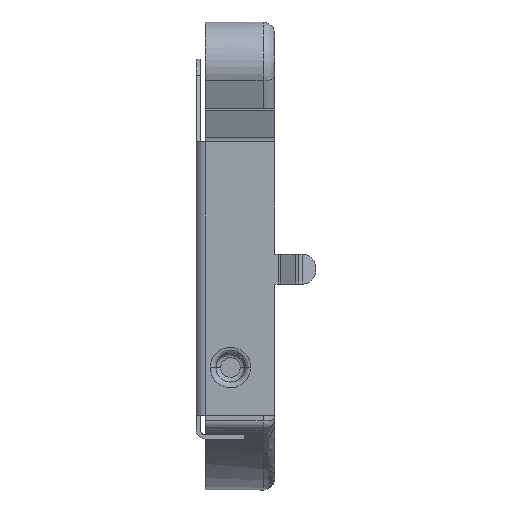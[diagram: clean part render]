
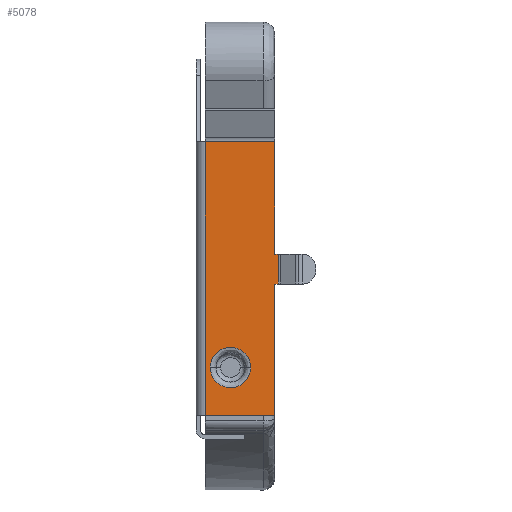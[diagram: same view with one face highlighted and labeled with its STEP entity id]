
A CAD part, left-side view. The second image highlights one B-rep face of the part: STEP entity #5078.
In plain terms, the highlighted planar face has unit normal (-1, 0, 0).
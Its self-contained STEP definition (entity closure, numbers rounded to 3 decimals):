
#85 = VECTOR ( 'NONE', #7973, 1000. ) ;
#195 = FACE_OUTER_BOUND ( 'NONE', #3650, .T. ) ;
#206 = VECTOR ( 'NONE', #5305, 1000. ) ;
#212 = LINE ( 'NONE', #1166, #2401 ) ;
#353 = CARTESIAN_POINT ( 'NONE',  ( -11.935, 1.27, -5.105 ) ) ;
#428 = CARTESIAN_POINT ( 'NONE',  ( -11.935, -0.2, -2.82 ) ) ;
#434 = AXIS2_PLACEMENT_3D ( 'NONE', #7489, #6704, #2578 ) ;
#470 = LINE ( 'NONE', #4546, #206 ) ;
#520 = EDGE_LOOP ( 'NONE', ( #9622, #8263 ) ) ;
#533 = CARTESIAN_POINT ( 'NONE',  ( -11.935, 3.41, -7.245 ) ) ;
#709 = CARTESIAN_POINT ( 'NONE',  ( -11.935, 3.68, -9.785 ) ) ;
#792 = VECTOR ( 'NONE', #7116, 1000. ) ;
#1093 = DIRECTION ( 'NONE',  ( 0., 0., 1. ) ) ;
#1166 = CARTESIAN_POINT ( 'NONE',  ( -11.935, 3.68, -9.785 ) ) ;
#1182 = CARTESIAN_POINT ( 'NONE',  ( -11.935, 0., 4.735 ) ) ;
#1192 = ORIENTED_EDGE ( 'NONE', *, *, #1551, .F. ) ;
#1551 = EDGE_CURVE ( 'NONE', #7898, #9485, #4450, .T. ) ;
#1656 = VECTOR ( 'NONE', #9783, 1000. ) ;
#1712 =( BOUNDED_CURVE ( )  B_SPLINE_CURVE ( 3, ( #5275, #353, #3479, #2687 ),
 .UNSPECIFIED., .F., .T. ) 
 B_SPLINE_CURVE_WITH_KNOTS ( ( 4, 4 ),
 ( 0., 1. ),
 .UNSPECIFIED. ) 
 CURVE ( )  GEOMETRIC_REPRESENTATION_ITEM ( )  RATIONAL_B_SPLINE_CURVE ( ( 1., 0.333, 0.333, 1. ) ) 
 REPRESENTATION_ITEM ( '' )  );
#1779 = LINE ( 'NONE', #6380, #2939 ) ;
#1820 = EDGE_CURVE ( 'NONE', #3016, #8163, #7673, .T. ) ;
#2165 = CARTESIAN_POINT ( 'NONE',  ( -11.935, 0., 0. ) ) ;
#2357 = VERTEX_POINT ( 'NONE', #709 ) ;
#2401 = VECTOR ( 'NONE', #1093, 1000. ) ;
#2543 = EDGE_CURVE ( 'NONE', #2357, #7898, #212, .T. ) ;
#2578 = DIRECTION ( 'NONE',  ( 0., 1., 0. ) ) ;
#2687 = CARTESIAN_POINT ( 'NONE',  ( -11.935, 3.41, -7.245 ) ) ;
#2845 = LINE ( 'NONE', #6337, #792 ) ;
#2939 = VECTOR ( 'NONE', #5605, 1000. ) ;
#2960 = CARTESIAN_POINT ( 'NONE',  ( -11.935, 0., -1.25 ) ) ;
#3016 = VERTEX_POINT ( 'NONE', #10318 ) ;
#3067 = ORIENTED_EDGE ( 'NONE', *, *, #9655, .F. ) ;
#3081 = CARTESIAN_POINT ( 'NONE',  ( -11.935, 0., -9.785 ) ) ;
#3367 = VERTEX_POINT ( 'NONE', #5577 ) ;
#3479 = CARTESIAN_POINT ( 'NONE',  ( -11.935, 3.41, -5.105 ) ) ;
#3650 = EDGE_LOOP ( 'NONE', ( #8066, #6844, #8857, #7480, #5556, #1192, #9314, #3067, #3976 ) ) ;
#3729 = VERTEX_POINT ( 'NONE', #4951 ) ;
#3751 = CARTESIAN_POINT ( 'NONE',  ( -11.935, 3.41, -9.385 ) ) ;
#3869 = EDGE_CURVE ( 'NONE', #9485, #10552, #470, .T. ) ;
#3976 = ORIENTED_EDGE ( 'NONE', *, *, #4091, .F. ) ;
#4059 = CARTESIAN_POINT ( 'NONE',  ( -11.935, -0.2, 0. ) ) ;
#4091 = EDGE_CURVE ( 'NONE', #10354, #3729, #4709, .T. ) ;
#4095 = CARTESIAN_POINT ( 'NONE',  ( -11.935, 0., -2.82 ) ) ;
#4446 = EDGE_CURVE ( 'NONE', #10576, #3367, #1712, .T. ) ;
#4450 = LINE ( 'NONE', #6961, #7005 ) ;
#4459 = DIRECTION ( 'NONE',  ( 0., 0., 1. ) ) ;
#4546 = CARTESIAN_POINT ( 'NONE',  ( -11.935, 0., 4.735 ) ) ;
#4709 = LINE ( 'NONE', #2165, #85 ) ;
#4951 = CARTESIAN_POINT ( 'NONE',  ( -11.935, 0., -9.785 ) ) ;
#5078 = ADVANCED_FACE ( 'NONE', ( #195, #6491 ), #9228, .F. ) ;
#5275 = CARTESIAN_POINT ( 'NONE',  ( -11.935, 1.27, -7.245 ) ) ;
#5305 = DIRECTION ( 'NONE',  ( 0., -1., 0. ) ) ;
#5354 = CARTESIAN_POINT ( 'NONE',  ( -11.935, 1.27, -7.245 ) ) ;
#5365 = VECTOR ( 'NONE', #9465, 1000. ) ;
#5476 = EDGE_CURVE ( 'NONE', #8163, #10354, #1779, .T. ) ;
#5556 = ORIENTED_EDGE ( 'NONE', *, *, #3869, .F. ) ;
#5577 = CARTESIAN_POINT ( 'NONE',  ( -11.935, 3.41, -7.245 ) ) ;
#5605 = DIRECTION ( 'NONE',  ( 0., 1., 0. ) ) ;
#5751 = LINE ( 'NONE', #9613, #5365 ) ;
#6337 = CARTESIAN_POINT ( 'NONE',  ( -11.935, 0., 0. ) ) ;
#6380 = CARTESIAN_POINT ( 'NONE',  ( -11.935, 0., -2.82 ) ) ;
#6491 = FACE_BOUND ( 'NONE', #520, .T. ) ;
#6704 = DIRECTION ( 'NONE',  ( 1., 0., 0. ) ) ;
#6844 = ORIENTED_EDGE ( 'NONE', *, *, #1820, .F. ) ;
#6961 = CARTESIAN_POINT ( 'NONE',  ( -11.935, 3.68, 0. ) ) ;
#7005 = VECTOR ( 'NONE', #4459, 1000. ) ;
#7116 = DIRECTION ( 'NONE',  ( 0., 0., -1. ) ) ;
#7128 = EDGE_CURVE ( 'NONE', #10552, #9138, #2845, .T. ) ;
#7480 = ORIENTED_EDGE ( 'NONE', *, *, #7128, .F. ) ;
#7489 = CARTESIAN_POINT ( 'NONE',  ( -11.935, 0., 0. ) ) ;
#7673 = LINE ( 'NONE', #4059, #1656 ) ;
#7898 = VERTEX_POINT ( 'NONE', #10243 ) ;
#7973 = DIRECTION ( 'NONE',  ( 0., 0., -1. ) ) ;
#8066 = ORIENTED_EDGE ( 'NONE', *, *, #5476, .F. ) ;
#8163 = VERTEX_POINT ( 'NONE', #428 ) ;
#8263 = ORIENTED_EDGE ( 'NONE', *, *, #4446, .F. ) ;
#8547 =( BOUNDED_CURVE ( )  B_SPLINE_CURVE ( 3, ( #533, #3751, #9476, #10431 ),
 .UNSPECIFIED., .F., .F. ) 
 B_SPLINE_CURVE_WITH_KNOTS ( ( 4, 4 ),
 ( 0., 1. ),
 .UNSPECIFIED. ) 
 CURVE ( )  GEOMETRIC_REPRESENTATION_ITEM ( )  RATIONAL_B_SPLINE_CURVE ( ( 1., 0.333, 0.333, 1. ) ) 
 REPRESENTATION_ITEM ( '' )  );
#8733 = EDGE_CURVE ( 'NONE', #3367, #10576, #8547, .T. ) ;
#8857 = ORIENTED_EDGE ( 'NONE', *, *, #10041, .F. ) ;
#9138 = VERTEX_POINT ( 'NONE', #2960 ) ;
#9228 = PLANE ( 'NONE',  #434 ) ;
#9314 = ORIENTED_EDGE ( 'NONE', *, *, #2543, .F. ) ;
#9369 = CARTESIAN_POINT ( 'NONE',  ( -11.935, 3.68, 4.735 ) ) ;
#9465 = DIRECTION ( 'NONE',  ( 0., -1., 0. ) ) ;
#9476 = CARTESIAN_POINT ( 'NONE',  ( -11.935, 1.27, -9.385 ) ) ;
#9485 = VERTEX_POINT ( 'NONE', #9369 ) ;
#9575 = VECTOR ( 'NONE', #9653, 1000. ) ;
#9613 = CARTESIAN_POINT ( 'NONE',  ( -11.935, 0., -1.25 ) ) ;
#9622 = ORIENTED_EDGE ( 'NONE', *, *, #8733, .F. ) ;
#9653 = DIRECTION ( 'NONE',  ( 0., 1., 0. ) ) ;
#9655 = EDGE_CURVE ( 'NONE', #3729, #2357, #9825, .T. ) ;
#9783 = DIRECTION ( 'NONE',  ( 0., 0., -1. ) ) ;
#9825 = LINE ( 'NONE', #3081, #9575 ) ;
#10041 = EDGE_CURVE ( 'NONE', #9138, #3016, #5751, .T. ) ;
#10243 = CARTESIAN_POINT ( 'NONE',  ( -11.935, 3.68, 4.715 ) ) ;
#10318 = CARTESIAN_POINT ( 'NONE',  ( -11.935, -0.2, -1.25 ) ) ;
#10354 = VERTEX_POINT ( 'NONE', #4095 ) ;
#10431 = CARTESIAN_POINT ( 'NONE',  ( -11.935, 1.27, -7.245 ) ) ;
#10552 = VERTEX_POINT ( 'NONE', #1182 ) ;
#10576 = VERTEX_POINT ( 'NONE', #5354 ) ;
